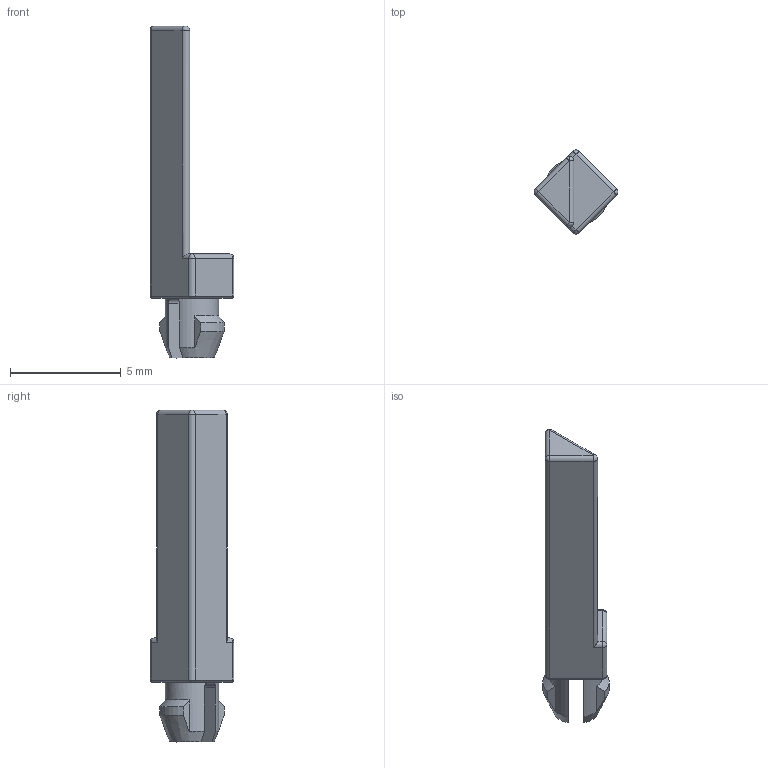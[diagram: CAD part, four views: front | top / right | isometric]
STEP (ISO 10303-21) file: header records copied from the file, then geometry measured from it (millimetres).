
FILE_DESCRIPTION(('Creo Elements/Direct Modeling STEP Export'),'2;1');
FILE_NAME('0ln7uvk4a586mca4308','2017-04-10T16:26:51',(''),(''),'PTC Creo Elements/Direct Modeling STEP processor for AP214 (Solid Model)','PTC Creo Elements/Direct Modeling 19.0E 27-Jun-2016 (C) Parametric Technology GmbH','');
FILE_SCHEMA(('AUTOMOTIVE_DESIGN { 1 0 10303 214 1 1 1 1 }'));
Length unit declared in the file: millimetre
Products named in the file (2): CR_Q03
Assembly tree (1 placements, depth 2):
  CR_Q03
    CR_Q03
Bounding box: 3.79 x 3.79 x 15 mm (x, y, z)
Volume: 59.2 mm3; surface area: 146.9 mm2
Topology: 1 solids, 1 shells, 54 faces, 130 edges, 73 vertices
Faces by surface type: cylinder 23, plane 16, sphere 7, cone 4, torus 4
Entity records: 1691 total; most frequent: CARTESIAN_POINT 437, DIRECTION 259, ORIENTED_EDGE 246, EDGE_CURVE 123, AXIS2_PLACEMENT_3D 103, VERTEX_POINT 73, EDGE_LOOP 56, FACE_OUTER_BOUND 54
